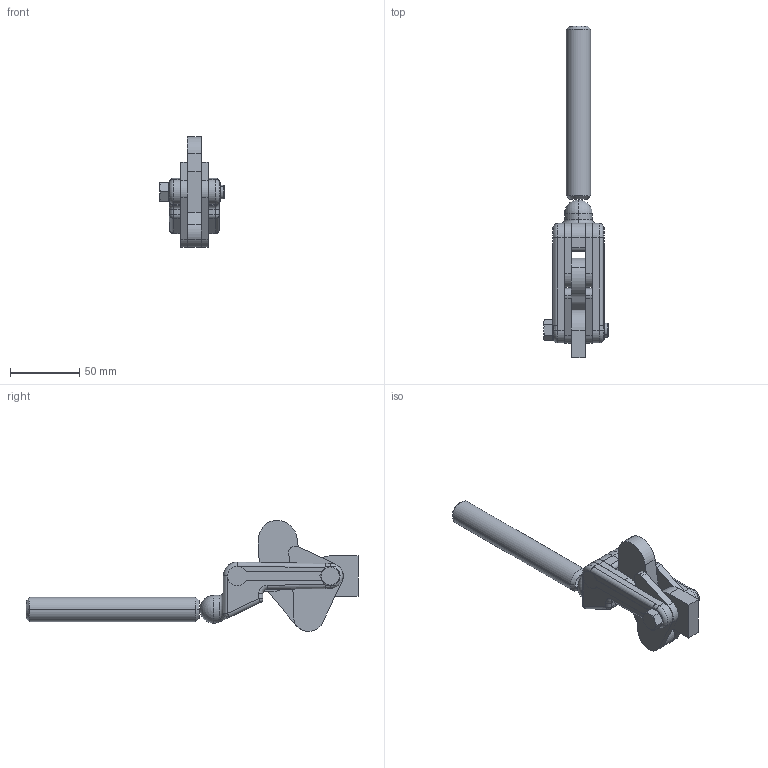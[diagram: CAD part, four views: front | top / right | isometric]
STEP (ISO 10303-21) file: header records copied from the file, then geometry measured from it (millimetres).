
FILE_DESCRIPTION (( 'STEP AP214' ), '1' );
FILE_NAME ('GH-70710(Â²¤Æ).STEP', '2020-03-09T09:01:55', ( 'LinWei' ), ( '' ), 'SwSTEP 2.0', 'SolidWorks 2016', '' );
FILE_SCHEMA (( 'AUTOMOTIVE_DESIGN' ));
Length unit declared in the file: millimetre
Products named in the file (7): Group2^GH-70710(簡化); Group1^GH-70710(簡化); GH-70710(簡化); 17030501-1; 4702029-1^GH-70710(簡化); 4702008-1^GH-70710(簡化); Group4^GH-70710(簡化)
Assembly tree (6 placements, depth 2):
  GH-70710(簡化)
    Group1^GH-70710(簡化)
    Group2^GH-70710(簡化)
    Group4^GH-70710(簡化)
    4702008-1^GH-70710(簡化)
    4702029-1^GH-70710(簡化)
    17030501-1
Bounding box: 46.5 x 239.35 x 79.99 mm (x, y, z)
Volume: 117003.1 mm3; surface area: 49235 mm2
Topology: 6 solids, 6 shells, 206 faces, 513 edges, 314 vertices
Faces by surface type: cylinder 94, plane 75, cone 12, bspline 10, torus 8, sphere 7
Entity records: 6700 total; most frequent: CARTESIAN_POINT 1444, DIRECTION 1118, ORIENTED_EDGE 1006, EDGE_CURVE 503, AXIS2_PLACEMENT_3D 438, VERTEX_POINT 312, VECTOR 242, LINE 242
